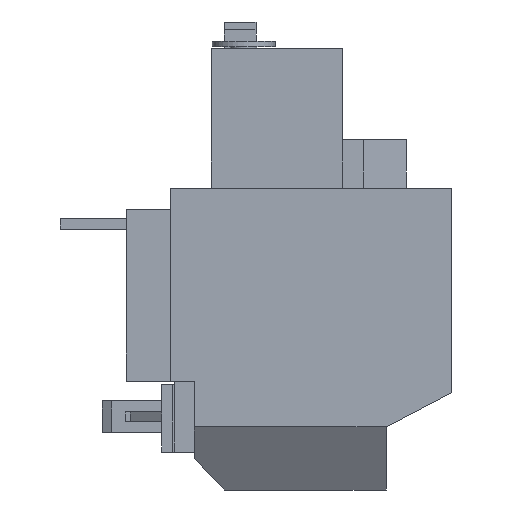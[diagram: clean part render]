
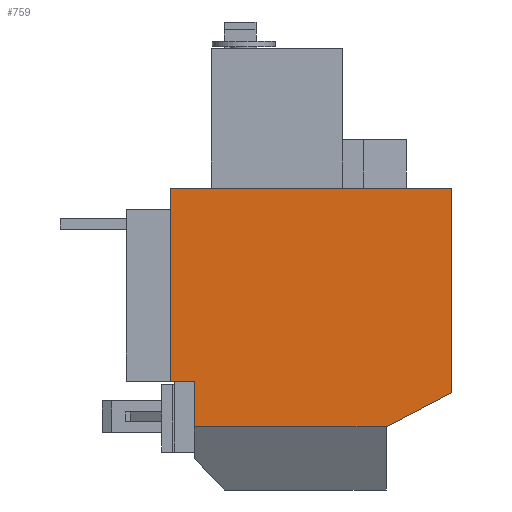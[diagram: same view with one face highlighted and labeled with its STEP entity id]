
A CAD part, left-side view. The second image highlights one B-rep face of the part: STEP entity #759.
In plain terms, the highlighted planar face has unit normal (-1, 0, 0).
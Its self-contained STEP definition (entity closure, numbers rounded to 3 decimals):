
#759 = ADVANCED_FACE( '', ( #1722 ), #1723, .F. );
#1722 = FACE_OUTER_BOUND( '', #2880, .T. );
#1723 = PLANE( '', #2881 );
#2880 = EDGE_LOOP( '', ( #5082, #5083, #5084, #5085, #5086, #5087, #5088 ) );
#2881 = AXIS2_PLACEMENT_3D( '', #5089, #5090, #5091 );
#5082 = ORIENTED_EDGE( '', *, *, #7266, .T. );
#5083 = ORIENTED_EDGE( '', *, *, #7558, .F. );
#5084 = ORIENTED_EDGE( '', *, *, #7559, .F. );
#5085 = ORIENTED_EDGE( '', *, *, #7560, .F. );
#5086 = ORIENTED_EDGE( '', *, *, #7408, .F. );
#5087 = ORIENTED_EDGE( '', *, *, #7042, .F. );
#5088 = ORIENTED_EDGE( '', *, *, #7561, .F. );
#5089 = CARTESIAN_POINT( '', ( 0., 0., 0. ) );
#5090 = DIRECTION( '', ( 1., 0., 0. ) );
#5091 = DIRECTION( '', ( 0., 0., -1. ) );
#7042 = EDGE_CURVE( '', #8575, #8576, #8577, .T. );
#7266 = EDGE_CURVE( '', #8941, #8939, #8942, .T. );
#7408 = EDGE_CURVE( '', #8576, #9148, #9149, .T. );
#7558 = EDGE_CURVE( '', #9356, #8939, #9357, .T. );
#7559 = EDGE_CURVE( '', #9358, #9356, #9359, .T. );
#7560 = EDGE_CURVE( '', #9148, #9358, #9360, .T. );
#7561 = EDGE_CURVE( '', #8941, #8575, #9361, .T. );
#8575 = VERTEX_POINT( '', #10731 );
#8576 = VERTEX_POINT( '', #10732 );
#8577 = LINE( '', #10733, #10734 );
#8939 = VERTEX_POINT( '', #11269 );
#8941 = VERTEX_POINT( '', #11272 );
#8942 = LINE( '', #11273, #11274 );
#9148 = VERTEX_POINT( '', #11582 );
#9149 = LINE( '', #11583, #11584 );
#9356 = VERTEX_POINT( '', #11892 );
#9357 = LINE( '', #11893, #11894 );
#9358 = VERTEX_POINT( '', #11895 );
#9359 = LINE( '', #11896, #11897 );
#9360 = LINE( '', #11898, #11899 );
#9361 = LINE( '', #11900, #11901 );
#10731 = CARTESIAN_POINT( '', ( 0., 53.5, 38.9 ) );
#10732 = CARTESIAN_POINT( '', ( 0., 0., 38.9 ) );
#10733 = CARTESIAN_POINT( '', ( 0., 53.5, 38.9 ) );
#10734 = VECTOR( '', #12945, 1000. );
#11269 = CARTESIAN_POINT( '', ( 0., 49., 2.2 ) );
#11272 = CARTESIAN_POINT( '', ( 0., 53.5, 2.2 ) );
#11273 = CARTESIAN_POINT( '', ( 0., 59., 2.2 ) );
#11274 = VECTOR( '', #13141, 1000. );
#11582 = CARTESIAN_POINT( '', ( 0., 0., 0. ) );
#11583 = CARTESIAN_POINT( '', ( 0., 0., 38.9 ) );
#11584 = VECTOR( '', #13253, 1000. );
#11892 = CARTESIAN_POINT( '', ( 0., 49., -6.5 ) );
#11893 = CARTESIAN_POINT( '', ( 0., 49., -18.5 ) );
#11894 = VECTOR( '', #13367, 1000. );
#11895 = CARTESIAN_POINT( '', ( 0., 12.5, -6.5 ) );
#11896 = CARTESIAN_POINT( '', ( 0., 0., -6.5 ) );
#11897 = VECTOR( '', #13368, 1000. );
#11898 = CARTESIAN_POINT( '', ( 0., 0., 0. ) );
#11899 = VECTOR( '', #13369, 1000. );
#11900 = CARTESIAN_POINT( '', ( 0., 53.5, 0.4 ) );
#11901 = VECTOR( '', #13370, 1000. );
#12945 = DIRECTION( '', ( 0., -1., 0. ) );
#13141 = DIRECTION( '', ( 0., -1., 0. ) );
#13253 = DIRECTION( '', ( 0., 0., -1. ) );
#13367 = DIRECTION( '', ( 0., 0., 1. ) );
#13368 = DIRECTION( '', ( 0., 1., 0. ) );
#13369 = DIRECTION( '', ( 0., 0.887, -0.461 ) );
#13370 = DIRECTION( '', ( 0., 0., 1. ) );
